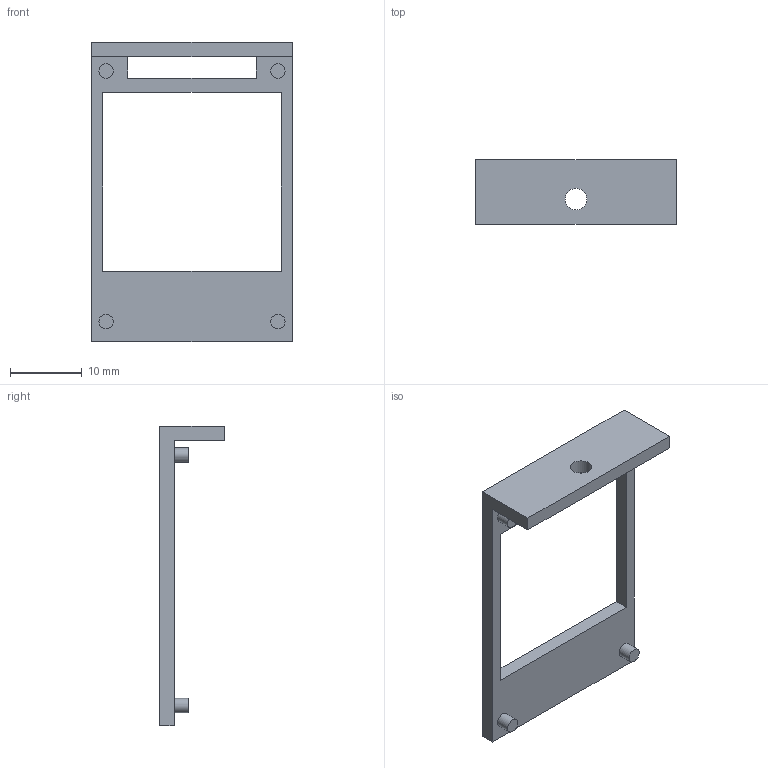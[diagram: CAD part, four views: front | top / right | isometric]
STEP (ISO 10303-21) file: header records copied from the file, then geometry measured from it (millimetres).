
FILE_DESCRIPTION(/* description */ (''),/* implementation_level */ '2;1');
FILE_NAME(/* name */ 'display.step',/* time_stamp */ '2023-01-13T13:56:26+08:00',/* author */ (''),/* organization */ (''),/* preprocessor_version */ 'ST-DEVELOPER v19.2',/* originating_system */ 'Autodesk Translation Framework v11.17.0.187',/* authorisation */ '');
FILE_SCHEMA (('AUTOMOTIVE_DESIGN { 1 0 10303 214 3 1 1 }'));
Length unit declared in the file: millimetre
Products named in the file (1): display
Bounding box: 28 x 9 x 41.8 mm (x, y, z)
Volume: 1385.8 mm3; surface area: 2021 mm2
Topology: 1 solids, 1 shells, 24 faces, 57 edges, 38 vertices
Faces by surface type: plane 19, cylinder 5
Full cylindrical faces by diameter (mm): 2 x4, 3 x1
Entity records: 736 total; most frequent: CARTESIAN_POINT 120, DIRECTION 117, ORIENTED_EDGE 114, EDGE_CURVE 57, LINE 47, VECTOR 47, VERTEX_POINT 38, AXIS2_PLACEMENT_3D 35
